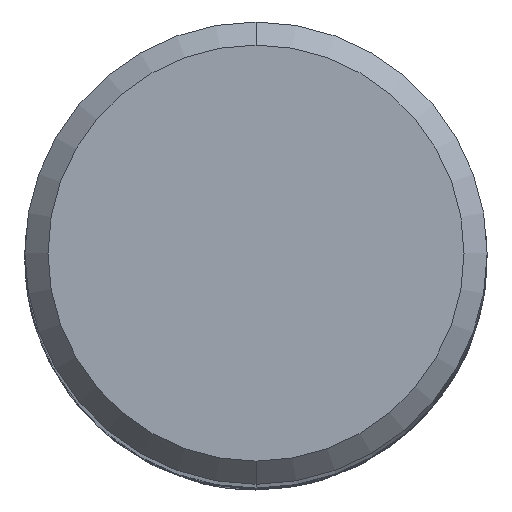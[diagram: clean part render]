
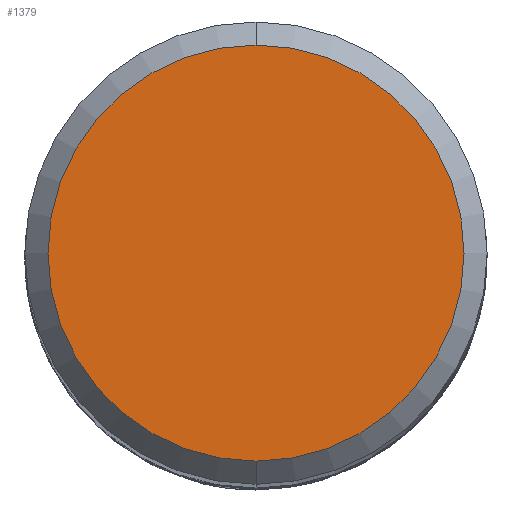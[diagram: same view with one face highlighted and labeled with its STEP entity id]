
A CAD part, top view. The second image highlights one B-rep face of the part: STEP entity #1379.
In plain terms, the highlighted planar face has unit normal (0, 0, 1).
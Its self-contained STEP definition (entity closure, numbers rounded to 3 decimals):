
#721=VERTEX_POINT('',#2090);
#797=VERTEX_POINT('',#2169);
#1379=ADVANCED_FACE('',(#2804),#2805,.T.);
#1517=EDGE_CURVE('',#797,#721,#2958,.T.);
#1739=EDGE_CURVE('',#721,#797,#3201,.T.);
#2090=CARTESIAN_POINT('',(0.0,4.5,0.0));
#2169=CARTESIAN_POINT('',(0.,-4.5,0.0));
#2804=FACE_OUTER_BOUND('',#11412,.T.);
#2805=PLANE('',#11413);
#2958=CIRCLE('',#13001,4.5);
#3201=CIRCLE('',#16365,4.5);
#11412=EDGE_LOOP('',(#21297,#21298));
#11413=AXIS2_PLACEMENT_3D('',#21299,#21300,#21301);
#13001=AXIS2_PLACEMENT_3D('',#21483,#21484,#21485);
#16365=AXIS2_PLACEMENT_3D('',#21708,#21709,#21710);
#21297=ORIENTED_EDGE('',*,*,#1739,.F.);
#21298=ORIENTED_EDGE('',*,*,#1517,.F.);
#21299=CARTESIAN_POINT('',(0.0,2.25,0.0));
#21300=DIRECTION('',(-0.0,0.0,1.0));
#21301=DIRECTION('',(0.0,-1.0,0.0));
#21483=CARTESIAN_POINT('',(0.0,0.0,0.0));
#21484=DIRECTION('',(0.0,0.0,-1.0));
#21485=DIRECTION('',(0.0,1.0,0.0));
#21708=CARTESIAN_POINT('',(0.0,0.0,0.0));
#21709=DIRECTION('',(0.0,0.0,-1.0));
#21710=DIRECTION('',(0.0,1.0,0.0));
